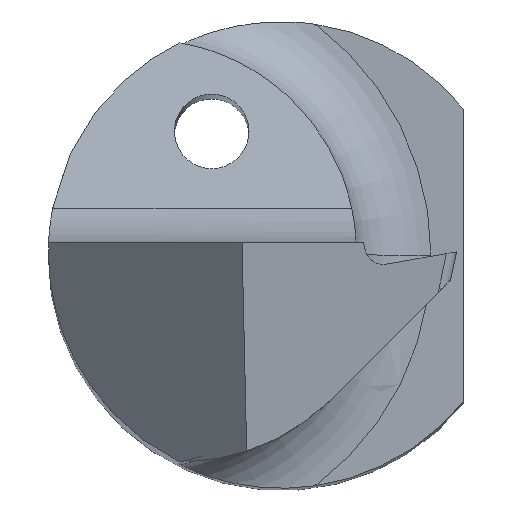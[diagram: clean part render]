
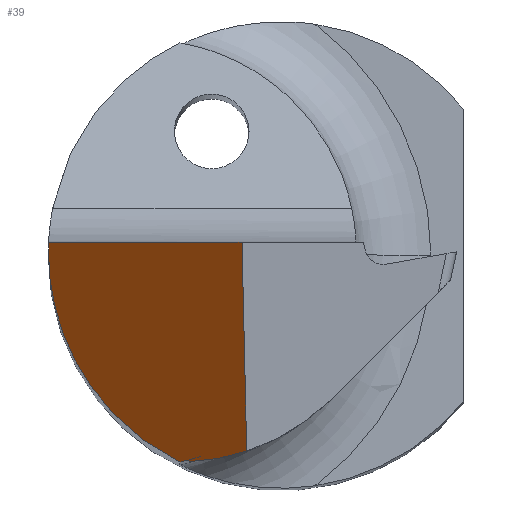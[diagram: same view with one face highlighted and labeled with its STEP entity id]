
A CAD part, top view. The second image highlights one B-rep face of the part: STEP entity #39.
In plain terms, the highlighted planar face has unit normal (-0.706, -0.052, 0.706).
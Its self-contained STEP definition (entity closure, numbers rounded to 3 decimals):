
#13 = VECTOR ( 'NONE', #160, 1000. ) ;
#20 = EDGE_CURVE ( 'NONE', #151, #429, #274, .T. ) ;
#30 = CARTESIAN_POINT ( 'NONE',  ( -1.425, 0.1, 33.93 ) ) ;
#39 = ADVANCED_FACE ( 'NONE', ( #375 ), #743, .T. ) ;
#58 = VECTOR ( 'NONE', #197, 1000. ) ;
#66 = CARTESIAN_POINT ( 'NONE',  ( -0.782, -2.24, 34.399 ) ) ;
#69 = CARTESIAN_POINT ( 'NONE',  ( -1.425, 0.1, 33.93 ) ) ;
#76 = CARTESIAN_POINT ( 'NONE',  ( -0.995, -2.231, 34.187 ) ) ;
#86 = CARTESIAN_POINT ( 'NONE',  ( -2.498, 0.1, 32.857 ) ) ;
#102 = CARTESIAN_POINT ( 'NONE',  ( -0.425, 0.1, 34.93 ) ) ;
#120 = CARTESIAN_POINT ( 'NONE',  ( -2.498, 0.1, 32.857 ) ) ;
#126 = ORIENTED_EDGE ( 'NONE', *, *, #554, .F. ) ;
#129 = ORIENTED_EDGE ( 'NONE', *, *, #312, .F. ) ;
#151 = VERTEX_POINT ( 'NONE', #634 ) ;
#160 = DIRECTION ( 'NONE',  ( 0.707, 0., 0.707 ) ) ;
#197 = DIRECTION ( 'NONE',  ( -0.121, 0.991, -0.048 ) ) ;
#237 = VERTEX_POINT ( 'NONE', #120 ) ;
#268 = EDGE_LOOP ( 'NONE', ( #129, #296, #126, #421, #739, #503, #552 ) ) ;
#274 =( BOUNDED_CURVE ( )  B_SPLINE_CURVE ( 3, ( #532, #594, #872, #76 ),
 .UNSPECIFIED., .F., .T. ) 
 B_SPLINE_CURVE_WITH_KNOTS ( ( 4, 4 ),
 ( 1.67, 1.713 ),
 .UNSPECIFIED. ) 
 CURVE ( )  GEOMETRIC_REPRESENTATION_ITEM ( )  RATIONAL_B_SPLINE_CURVE ( ( 1., 1., 1., 1. ) ) 
 REPRESENTATION_ITEM ( '' )  );
#280 = CARTESIAN_POINT ( 'NONE',  ( -1.09, -2.25, 34.091 ) ) ;
#283 = CARTESIAN_POINT ( 'NONE',  ( -2.5, 0., 32.848 ) ) ;
#296 = ORIENTED_EDGE ( 'NONE', *, *, #20, .T. ) ;
#307 =( BOUNDED_CURVE ( )  B_SPLINE_CURVE ( 3, ( #846, #432, #66, #584 ),
 .UNSPECIFIED., .F., .T. ) 
 B_SPLINE_CURVE_WITH_KNOTS ( ( 4, 4 ),
 ( 1.329, 1.604 ),
 .UNSPECIFIED. ) 
 CURVE ( )  GEOMETRIC_REPRESENTATION_ITEM ( )  RATIONAL_B_SPLINE_CURVE ( ( 1., 0.994, 0.994, 1. ) ) 
 REPRESENTATION_ITEM ( '' )  );
#312 = EDGE_CURVE ( 'NONE', #151, #417, #666, .T. ) ;
#332 = VERTEX_POINT ( 'NONE', #442 ) ;
#373 = CARTESIAN_POINT ( 'NONE',  ( -1.977, -1.82, 33.236 ) ) ;
#375 = FACE_OUTER_BOUND ( 'NONE', #268, .T. ) ;
#377 = CARTESIAN_POINT ( 'NONE',  ( -2.499, 0.067, 32.853 ) ) ;
#417 = VERTEX_POINT ( 'NONE', #461 ) ;
#421 = ORIENTED_EDGE ( 'NONE', *, *, #761, .F. ) ;
#429 = VERTEX_POINT ( 'NONE', #750 ) ;
#432 = CARTESIAN_POINT ( 'NONE',  ( -0.575, -2.202, 34.609 ) ) ;
#442 = CARTESIAN_POINT ( 'NONE',  ( -0.375, -2.137, 34.814 ) ) ;
#450 = DIRECTION ( 'NONE',  ( -0.706, -0.052, 0.706 ) ) ;
#453 = DIRECTION ( 'NONE',  ( 0.707, 0., 0.707 ) ) ;
#461 = CARTESIAN_POINT ( 'NONE',  ( -2.5, 0., 32.848 ) ) ;
#463 = LINE ( 'NONE', #30, #13 ) ;
#498 = CARTESIAN_POINT ( 'NONE',  ( -2.5, -0.985, 32.774 ) ) ;
#503 = ORIENTED_EDGE ( 'NONE', *, *, #527, .F. ) ;
#509 = LINE ( 'NONE', #642, #727 ) ;
#527 = EDGE_CURVE ( 'NONE', #237, #919, #463, .T. ) ;
#532 = CARTESIAN_POINT ( 'NONE',  ( -1.09, -2.25, 34.091 ) ) ;
#547 = CARTESIAN_POINT ( 'NONE',  ( -1.232, -0.291, 34.094 ) ) ;
#552 = ORIENTED_EDGE ( 'NONE', *, *, #868, .F. ) ;
#554 = EDGE_CURVE ( 'NONE', #860, #429, #901, .T. ) ;
#584 = CARTESIAN_POINT ( 'NONE',  ( -0.993, -2.248, 34.188 ) ) ;
#594 = CARTESIAN_POINT ( 'NONE',  ( -1.058, -2.244, 34.123 ) ) ;
#634 = CARTESIAN_POINT ( 'NONE',  ( -1.09, -2.25, 34.091 ) ) ;
#642 = CARTESIAN_POINT ( 'NONE',  ( -0.423, 0.016, 34.926 ) ) ;
#666 =( BOUNDED_CURVE ( )  B_SPLINE_CURVE ( 3, ( #280, #373, #498, #283 ),
 .UNSPECIFIED., .F., .T. ) 
 B_SPLINE_CURVE_WITH_KNOTS ( ( 4, 4 ),
 ( 5.237, 6.357 ),
 .UNSPECIFIED. ) 
 CURVE ( )  GEOMETRIC_REPRESENTATION_ITEM ( )  RATIONAL_B_SPLINE_CURVE ( ( 1., 0.898, 0.898, 1. ) ) 
 REPRESENTATION_ITEM ( '' )  );
#727 = VECTOR ( 'NONE', #858, 1000. ) ;
#739 = ORIENTED_EDGE ( 'NONE', *, *, #806, .T. ) ;
#740 = CARTESIAN_POINT ( 'NONE',  ( -2.5, 0.033, 32.85 ) ) ;
#743 = PLANE ( 'NONE',  #836 ) ;
#749 = CARTESIAN_POINT ( 'NONE',  ( -2.5, 0., 32.848 ) ) ;
#750 = CARTESIAN_POINT ( 'NONE',  ( -0.995, -2.231, 34.187 ) ) ;
#761 = EDGE_CURVE ( 'NONE', #332, #860, #307, .T. ) ;
#806 = EDGE_CURVE ( 'NONE', #332, #919, #509, .T. ) ;
#813 = CARTESIAN_POINT ( 'NONE',  ( -0.993, -2.248, 34.188 ) ) ;
#836 = AXIS2_PLACEMENT_3D ( 'NONE', #69, #450, #453 ) ;
#846 = CARTESIAN_POINT ( 'NONE',  ( -0.375, -2.137, 34.814 ) ) ;
#858 = DIRECTION ( 'NONE',  ( -0.022, 0.998, 0.052 ) ) ;
#860 = VERTEX_POINT ( 'NONE', #813 ) ;
#868 = EDGE_CURVE ( 'NONE', #417, #237, #874, .T. ) ;
#872 = CARTESIAN_POINT ( 'NONE',  ( -1.026, -2.238, 34.155 ) ) ;
#874 =( BOUNDED_CURVE ( )  B_SPLINE_CURVE ( 3, ( #749, #740, #377, #86 ),
 .UNSPECIFIED., .F., .T. ) 
 B_SPLINE_CURVE_WITH_KNOTS ( ( 4, 4 ),
 ( 0.074, 0.114 ),
 .UNSPECIFIED. ) 
 CURVE ( )  GEOMETRIC_REPRESENTATION_ITEM ( )  RATIONAL_B_SPLINE_CURVE ( ( 1., 1., 1., 1. ) ) 
 REPRESENTATION_ITEM ( '' )  );
#901 = LINE ( 'NONE', #547, #58 ) ;
#919 = VERTEX_POINT ( 'NONE', #102 ) ;
